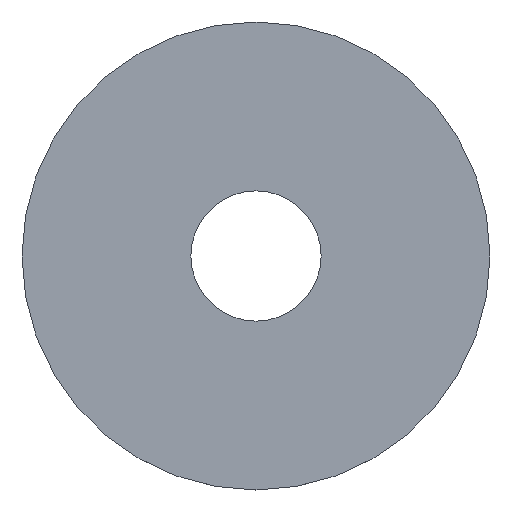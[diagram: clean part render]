
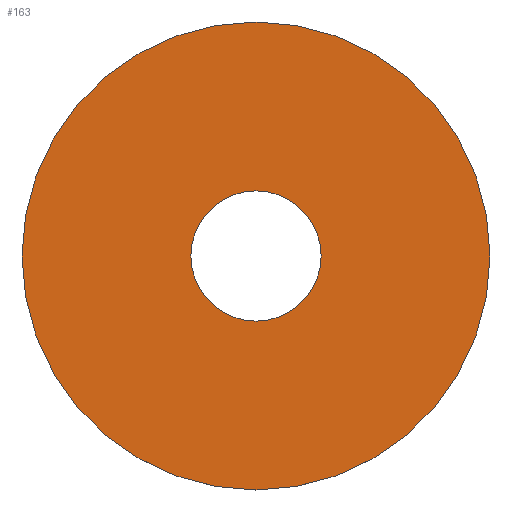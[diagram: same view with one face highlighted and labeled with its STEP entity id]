
A CAD part, top view. The second image highlights one B-rep face of the part: STEP entity #163.
In plain terms, the highlighted planar face has unit normal (0, 0, 1).
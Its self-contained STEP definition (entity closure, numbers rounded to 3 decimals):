
#2 = DIRECTION ( 'NONE',  ( 0., 0., -1. ) ) ;
#21 = DIRECTION ( 'NONE',  ( 0.5, 0.866, 0. ) ) ;
#76 = CARTESIAN_POINT ( 'NONE',  ( 96.41, 166.987, 18.61 ) ) ;
#98 = ORIENTED_EDGE ( 'NONE', *, *, #620, .T. ) ;
#129 = VERTEX_POINT ( 'NONE', #257 ) ;
#154 = EDGE_CURVE ( 'NONE', #129, #553, #396, .T. ) ;
#163 = ADVANCED_FACE ( 'NONE', ( #608, #177 ), #192, .F. ) ;
#177 = FACE_OUTER_BOUND ( 'NONE', #281, .T. ) ;
#192 = PLANE ( 'NONE',  #1011 ) ;
#197 = DIRECTION ( 'NONE',  ( 0.5, 0.866, 0. ) ) ;
#241 = CIRCLE ( 'NONE', #471, 692.82 ) ;
#257 = CARTESIAN_POINT ( 'NONE',  ( -96.41, -166.987, 18.61 ) ) ;
#259 = CARTESIAN_POINT ( 'NONE',  ( 0., 0., 18.61 ) ) ;
#281 = EDGE_LOOP ( 'NONE', ( #598, #703 ) ) ;
#396 = CIRCLE ( 'NONE', #989, 192.82 ) ;
#415 = CARTESIAN_POINT ( 'NONE',  ( 0., 0., 18.61 ) ) ;
#463 = EDGE_LOOP ( 'NONE', ( #98, #828 ) ) ;
#464 = DIRECTION ( 'NONE',  ( 0.5, 0.866, 0. ) ) ;
#471 = AXIS2_PLACEMENT_3D ( 'NONE', #259, #2, #845 ) ;
#478 = AXIS2_PLACEMENT_3D ( 'NONE', #953, #713, #464 ) ;
#510 = DIRECTION ( 'NONE',  ( 0., 0., -1. ) ) ;
#553 = VERTEX_POINT ( 'NONE', #76 ) ;
#584 = DIRECTION ( 'NONE',  ( 0., 0., -1. ) ) ;
#594 = EDGE_CURVE ( 'NONE', #1053, #924, #241, .T. ) ;
#598 = ORIENTED_EDGE ( 'NONE', *, *, #594, .F. ) ;
#608 = FACE_BOUND ( 'NONE', #463, .T. ) ;
#620 = EDGE_CURVE ( 'NONE', #553, #129, #1012, .T. ) ;
#703 = ORIENTED_EDGE ( 'NONE', *, *, #853, .F. ) ;
#713 = DIRECTION ( 'NONE',  ( 0., 0., -1. ) ) ;
#750 = DIRECTION ( 'NONE',  ( 0.5, 0.866, 0. ) ) ;
#767 = CIRCLE ( 'NONE', #478, 692.82 ) ;
#781 = CARTESIAN_POINT ( 'NONE',  ( 346.41, 600., 18.61 ) ) ;
#804 = AXIS2_PLACEMENT_3D ( 'NONE', #996, #922, #21 ) ;
#828 = ORIENTED_EDGE ( 'NONE', *, *, #154, .T. ) ;
#845 = DIRECTION ( 'NONE',  ( 0.5, 0.866, 0. ) ) ;
#853 = EDGE_CURVE ( 'NONE', #924, #1053, #767, .T. ) ;
#922 = DIRECTION ( 'NONE',  ( 0., 0., -1. ) ) ;
#924 = VERTEX_POINT ( 'NONE', #1031 ) ;
#953 = CARTESIAN_POINT ( 'NONE',  ( 0., 0., 18.61 ) ) ;
#989 = AXIS2_PLACEMENT_3D ( 'NONE', #991, #584, #197 ) ;
#991 = CARTESIAN_POINT ( 'NONE',  ( 0., 0., 18.61 ) ) ;
#996 = CARTESIAN_POINT ( 'NONE',  ( 0., 0., 18.61 ) ) ;
#1011 = AXIS2_PLACEMENT_3D ( 'NONE', #415, #510, #750 ) ;
#1012 = CIRCLE ( 'NONE', #804, 192.82 ) ;
#1031 = CARTESIAN_POINT ( 'NONE',  ( -346.41, -600., 18.61 ) ) ;
#1053 = VERTEX_POINT ( 'NONE', #781 ) ;
